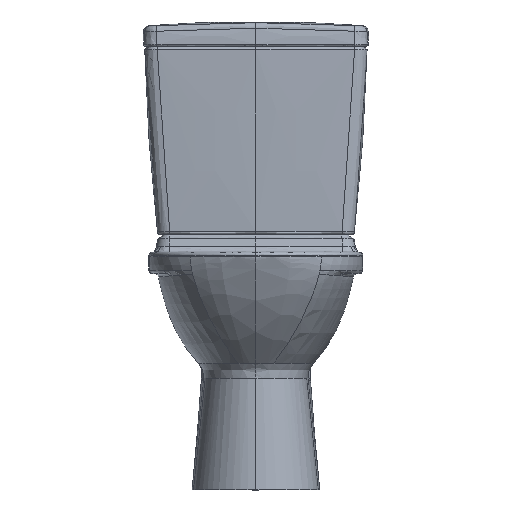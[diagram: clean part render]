
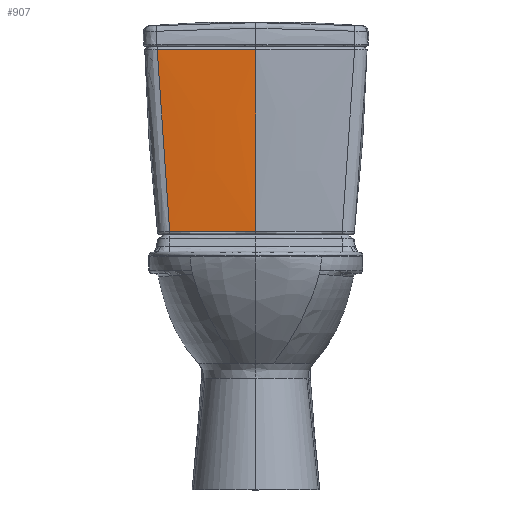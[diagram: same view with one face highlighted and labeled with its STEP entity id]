
A CAD part, front view. The second image highlights one B-rep face of the part: STEP entity #907.
In plain terms, the highlighted free-form (B-spline) face has degree [3, 3] with [4, 7] control points.
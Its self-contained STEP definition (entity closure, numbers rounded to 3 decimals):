
#282=B_SPLINE_SURFACE_WITH_KNOTS('',3,3,((#7819,#7820,#7821,#7822,#7823,
#7824,#7825),(#7826,#7827,#7828,#7829,#7830,#7831,#7832),(#7833,#7834,#7835,
#7836,#7837,#7838,#7839),(#7840,#7841,#7842,#7843,#7844,#7845,#7846)),
 .UNSPECIFIED.,.F.,.F.,.F.,(4,4),(4,1,1,1,4),(0.,1.),(0.,0.172,
0.343,0.515,1.),.UNSPECIFIED.);
#509=FACE_OUTER_BOUND('',#1461,.T.);
#907=ADVANCED_FACE('',(#509),#282,.T.);
#1324=(
BOUNDED_CURVE()
B_SPLINE_CURVE(3,(#7563,#7564,#7565,#7566,#7567,#7568),.UNSPECIFIED.,.F.,
 .F.)
B_SPLINE_CURVE_WITH_KNOTS((4,2,4),(0.,0.5,1.),.UNSPECIFIED.)
CURVE()
GEOMETRIC_REPRESENTATION_ITEM()
RATIONAL_B_SPLINE_CURVE((1.,1.,1.,
1.,1.,1.))
REPRESENTATION_ITEM('')
);
#1461=EDGE_LOOP('',(#1926,#1927,#1928,#1929));
#1926=ORIENTED_EDGE('',*,*,#4511,.T.);
#1927=ORIENTED_EDGE('',*,*,#4503,.F.);
#1928=ORIENTED_EDGE('',*,*,#4512,.T.);
#1929=ORIENTED_EDGE('',*,*,#4484,.F.);
#3876=VERTEX_POINT('',#6729);
#3880=VERTEX_POINT('',#6945);
#3891=VERTEX_POINT('',#7560);
#3892=VERTEX_POINT('',#7562);
#4484=EDGE_CURVE('',#3876,#3880,#5479,.T.);
#4503=EDGE_CURVE('',#3892,#3891,#1324,.T.);
#4511=EDGE_CURVE('',#3876,#3891,#5495,.T.);
#4512=EDGE_CURVE('',#3892,#3880,#5496,.T.);
#5479=B_SPLINE_CURVE_WITH_KNOTS('',3,(#6941,#6942,#6943,#6944),
 .UNSPECIFIED.,.F.,.F.,(4,4),(0.,1.),.UNSPECIFIED.);
#5495=B_SPLINE_CURVE_WITH_KNOTS('',3,(#7811,#7812,#7813,#7814),
 .UNSPECIFIED.,.F.,.F.,(4,4),(0.,1.),.UNSPECIFIED.);
#5496=B_SPLINE_CURVE_WITH_KNOTS('',3,(#7815,#7816,#7817,#7818),
 .UNSPECIFIED.,.F.,.F.,(4,4),(0.,1.),.UNSPECIFIED.);
#6729=CARTESIAN_POINT('',(-166.035,67.649,340.5));
#6941=CARTESIAN_POINT('',(-166.035,67.649,340.5));
#6942=CARTESIAN_POINT('',(-110.724,65.143,340.5));
#6943=CARTESIAN_POINT('',(-55.368,63.559,340.5));
#6944=CARTESIAN_POINT('',(0.,63.559,340.5));
#6945=CARTESIAN_POINT('',(0.,63.559,340.5));
#7560=CARTESIAN_POINT('',(-145.04,75.391,34.845));
#7562=CARTESIAN_POINT('',(0.,70.799,34.838));
#7563=CARTESIAN_POINT('',(0.,70.799,34.838));
#7564=CARTESIAN_POINT('',(-24.183,70.799,34.838));
#7565=CARTESIAN_POINT('',(-48.379,71.151,34.84));
#7566=CARTESIAN_POINT('',(-96.74,72.691,34.842));
#7567=CARTESIAN_POINT('',(-120.906,73.875,34.844));
#7568=CARTESIAN_POINT('',(-145.04,75.391,34.845));
#7811=CARTESIAN_POINT('',(-166.035,67.649,340.5));
#7812=CARTESIAN_POINT('',(-161.49,70.376,239.124));
#7813=CARTESIAN_POINT('',(-154.492,72.799,137.236));
#7814=CARTESIAN_POINT('',(-145.04,75.391,34.845));
#7815=CARTESIAN_POINT('',(0.,71.687,8.101));
#7816=CARTESIAN_POINT('',(0.,67.603,128.339));
#7817=CARTESIAN_POINT('',(0.,64.76,248.619));
#7818=CARTESIAN_POINT('',(0.,63.157,368.915));
#7819=CARTESIAN_POINT('',(0.,71.687,8.101));
#7820=CARTESIAN_POINT('',(-11.341,71.687,8.101));
#7821=CARTESIAN_POINT('',(-34.022,71.832,8.101));
#7822=CARTESIAN_POINT('',(-68.036,72.562,8.1));
#7823=CARTESIAN_POINT('',(-122.757,74.602,8.097));
#7824=CARTESIAN_POINT('',(-166.085,77.467,8.093));
#7825=CARTESIAN_POINT('',(-198.051,80.016,8.089));
#7826=CARTESIAN_POINT('',(0.,67.603,128.339));
#7827=CARTESIAN_POINT('',(-11.339,67.603,128.338));
#7828=CARTESIAN_POINT('',(-34.018,67.772,128.338));
#7829=CARTESIAN_POINT('',(-68.029,68.569,128.341));
#7830=CARTESIAN_POINT('',(-122.751,70.734,128.349));
#7831=CARTESIAN_POINT('',(-166.093,73.718,128.361));
#7832=CARTESIAN_POINT('',(-198.079,76.406,128.373));
#7833=CARTESIAN_POINT('',(0.,64.76,248.619));
#7834=CARTESIAN_POINT('',(-11.338,64.76,248.619));
#7835=CARTESIAN_POINT('',(-34.013,64.92,248.619));
#7836=CARTESIAN_POINT('',(-68.021,65.645,248.621));
#7837=CARTESIAN_POINT('',(-122.744,67.565,248.625));
#7838=CARTESIAN_POINT('',(-166.1,70.148,248.63));
#7839=CARTESIAN_POINT('',(-198.108,72.467,248.634));
#7840=CARTESIAN_POINT('',(0.,63.157,368.915));
#7841=CARTESIAN_POINT('',(-11.336,63.157,368.915));
#7842=CARTESIAN_POINT('',(-34.009,63.279,368.915));
#7843=CARTESIAN_POINT('',(-68.013,63.793,368.914));
#7844=CARTESIAN_POINT('',(-122.737,65.095,368.913));
#7845=CARTESIAN_POINT('',(-166.108,66.756,368.911));
#7846=CARTESIAN_POINT('',(-198.138,68.198,368.909));
